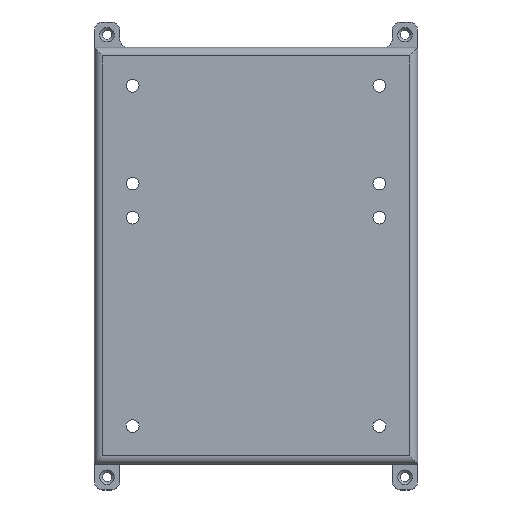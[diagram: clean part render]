
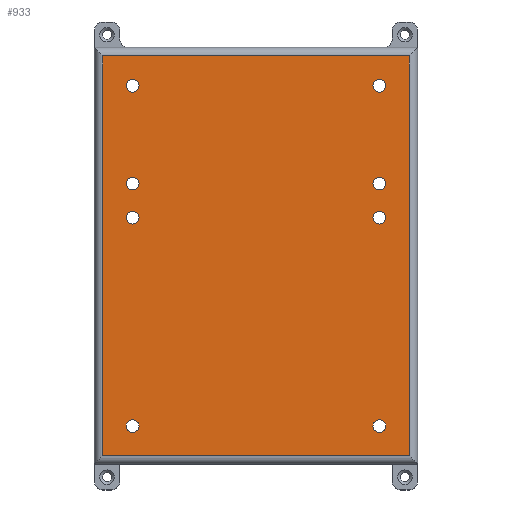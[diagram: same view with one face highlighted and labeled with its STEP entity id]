
A CAD part, top view. The second image highlights one B-rep face of the part: STEP entity #933.
In plain terms, the highlighted planar face has unit normal (0, 0, 1).
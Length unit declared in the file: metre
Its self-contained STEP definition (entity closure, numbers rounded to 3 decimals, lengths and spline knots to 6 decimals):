
#20=CIRCLE('',#992,0.0015);
#22=CIRCLE('',#995,0.0015);
#24=CIRCLE('',#998,0.0015);
#26=CIRCLE('',#1001,0.0015);
#28=CIRCLE('',#1004,0.0015);
#30=CIRCLE('',#1007,0.0015);
#32=CIRCLE('',#1010,0.0015);
#34=CIRCLE('',#1013,0.0015);
#126=ORIENTED_EDGE('',*,*,#378,.T.);
#127=ORIENTED_EDGE('',*,*,#379,.T.);
#128=ORIENTED_EDGE('',*,*,#380,.T.);
#129=ORIENTED_EDGE('',*,*,#381,.T.);
#130=ORIENTED_EDGE('',*,*,#374,.F.);
#131=ORIENTED_EDGE('',*,*,#372,.F.);
#132=ORIENTED_EDGE('',*,*,#370,.F.);
#133=ORIENTED_EDGE('',*,*,#368,.F.);
#134=ORIENTED_EDGE('',*,*,#366,.F.);
#135=ORIENTED_EDGE('',*,*,#364,.F.);
#136=ORIENTED_EDGE('',*,*,#362,.F.);
#137=ORIENTED_EDGE('',*,*,#376,.F.);
#362=EDGE_CURVE('',#488,#488,#20,.T.);
#364=EDGE_CURVE('',#490,#490,#22,.T.);
#366=EDGE_CURVE('',#492,#492,#24,.T.);
#368=EDGE_CURVE('',#494,#494,#26,.T.);
#370=EDGE_CURVE('',#496,#496,#28,.T.);
#372=EDGE_CURVE('',#498,#498,#30,.T.);
#374=EDGE_CURVE('',#500,#500,#32,.T.);
#376=EDGE_CURVE('',#502,#502,#34,.T.);
#378=EDGE_CURVE('',#504,#505,#580,.F.);
#379=EDGE_CURVE('',#505,#506,#581,.T.);
#380=EDGE_CURVE('',#506,#507,#582,.T.);
#381=EDGE_CURVE('',#507,#504,#583,.F.);
#488=VERTEX_POINT('',#1417);
#490=VERTEX_POINT('',#1422);
#492=VERTEX_POINT('',#1427);
#494=VERTEX_POINT('',#1432);
#496=VERTEX_POINT('',#1437);
#498=VERTEX_POINT('',#1442);
#500=VERTEX_POINT('',#1447);
#502=VERTEX_POINT('',#1452);
#504=VERTEX_POINT('',#1457);
#505=VERTEX_POINT('',#1458);
#506=VERTEX_POINT('',#1460);
#507=VERTEX_POINT('',#1462);
#580=LINE('',#1456,#654);
#581=LINE('',#1459,#655);
#582=LINE('',#1461,#656);
#583=LINE('',#1463,#657);
#654=VECTOR('',#1166,1.);
#655=VECTOR('',#1167,1.);
#656=VECTOR('',#1168,1.);
#657=VECTOR('',#1169,1.);
#730=EDGE_LOOP('',(#126,#127,#128,#129));
#731=EDGE_LOOP('',(#130));
#732=EDGE_LOOP('',(#131));
#733=EDGE_LOOP('',(#132));
#734=EDGE_LOOP('',(#133));
#735=EDGE_LOOP('',(#134));
#736=EDGE_LOOP('',(#135));
#737=EDGE_LOOP('',(#136));
#738=EDGE_LOOP('',(#137));
#824=FACE_BOUND('',#730,.T.);
#825=FACE_BOUND('',#731,.T.);
#826=FACE_BOUND('',#732,.T.);
#827=FACE_BOUND('',#733,.T.);
#828=FACE_BOUND('',#734,.T.);
#829=FACE_BOUND('',#735,.T.);
#830=FACE_BOUND('',#736,.T.);
#831=FACE_BOUND('',#737,.T.);
#832=FACE_BOUND('',#738,.T.);
#902=PLANE('',#1015);
#933=ADVANCED_FACE('',(#824,#825,#826,#827,#828,#829,#830,#831,#832),#902,
 .T.);
#992=AXIS2_PLACEMENT_3D('',#1416,#1118,#1119);
#995=AXIS2_PLACEMENT_3D('',#1421,#1124,#1125);
#998=AXIS2_PLACEMENT_3D('',#1426,#1130,#1131);
#1001=AXIS2_PLACEMENT_3D('',#1431,#1136,#1137);
#1004=AXIS2_PLACEMENT_3D('',#1436,#1142,#1143);
#1007=AXIS2_PLACEMENT_3D('',#1441,#1148,#1149);
#1010=AXIS2_PLACEMENT_3D('',#1446,#1154,#1155);
#1013=AXIS2_PLACEMENT_3D('',#1451,#1160,#1161);
#1015=AXIS2_PLACEMENT_3D('',#1455,#1164,#1165);
#1118=DIRECTION('',(0.,0.,1.));
#1119=DIRECTION('',(1.,0.,0.));
#1124=DIRECTION('',(0.,0.,1.));
#1125=DIRECTION('',(1.,0.,0.));
#1130=DIRECTION('',(0.,0.,1.));
#1131=DIRECTION('',(1.,0.,0.));
#1136=DIRECTION('',(0.,0.,1.));
#1137=DIRECTION('',(1.,0.,0.));
#1142=DIRECTION('',(0.,0.,1.));
#1143=DIRECTION('',(1.,0.,0.));
#1148=DIRECTION('',(0.,0.,1.));
#1149=DIRECTION('',(1.,0.,0.));
#1154=DIRECTION('',(0.,0.,1.));
#1155=DIRECTION('',(1.,0.,0.));
#1160=DIRECTION('',(0.,0.,1.));
#1161=DIRECTION('',(1.,0.,0.));
#1164=DIRECTION('',(0.,0.,1.));
#1165=DIRECTION('',(1.,0.,0.));
#1166=DIRECTION('',(1.,0.,0.));
#1167=DIRECTION('',(0.,-1.,0.));
#1168=DIRECTION('',(1.,0.,0.));
#1169=DIRECTION('',(0.,-1.,0.));
#1416=CARTESIAN_POINT('',(0.174083,0.038729,0.0285));
#1417=CARTESIAN_POINT('',(0.175583,0.038729,0.0285));
#1421=CARTESIAN_POINT('',(0.116083,-0.010271,0.0285));
#1422=CARTESIAN_POINT('',(0.117583,-0.010271,0.0285));
#1426=CARTESIAN_POINT('',(0.116083,0.038729,0.0285));
#1427=CARTESIAN_POINT('',(0.117583,0.038729,0.0285));
#1431=CARTESIAN_POINT('',(0.116083,0.046729,0.0285));
#1432=CARTESIAN_POINT('',(0.117583,0.046729,0.0285));
#1436=CARTESIAN_POINT('',(0.116083,0.069729,0.0285));
#1437=CARTESIAN_POINT('',(0.117583,0.069729,0.0285));
#1441=CARTESIAN_POINT('',(0.174083,0.046729,0.0285));
#1442=CARTESIAN_POINT('',(0.175583,0.046729,0.0285));
#1446=CARTESIAN_POINT('',(0.174083,0.069729,0.0285));
#1447=CARTESIAN_POINT('',(0.175583,0.069729,0.0285));
#1451=CARTESIAN_POINT('',(0.174083,-0.010271,0.0285));
#1452=CARTESIAN_POINT('',(0.175583,-0.010271,0.0285));
#1455=CARTESIAN_POINT('',(0.086791,0.021614,0.0285));
#1456=CARTESIAN_POINT('',(0.107083,0.076729,0.0285));
#1457=CARTESIAN_POINT('',(0.181083,0.076729,0.0285));
#1458=CARTESIAN_POINT('',(0.109083,0.076729,0.0285));
#1459=CARTESIAN_POINT('',(0.109083,0.021614,0.0285));
#1460=CARTESIAN_POINT('',(0.109083,-0.017271,0.0285));
#1461=CARTESIAN_POINT('',(0.086791,-0.017271,0.0285));
#1462=CARTESIAN_POINT('',(0.181083,-0.017271,0.0285));
#1463=CARTESIAN_POINT('',(0.181083,0.078729,0.0285));
